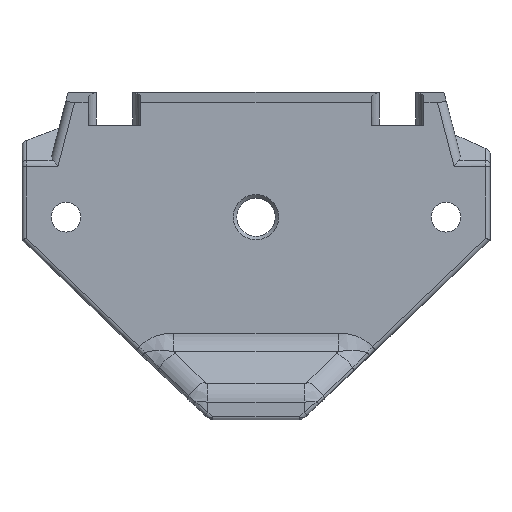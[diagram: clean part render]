
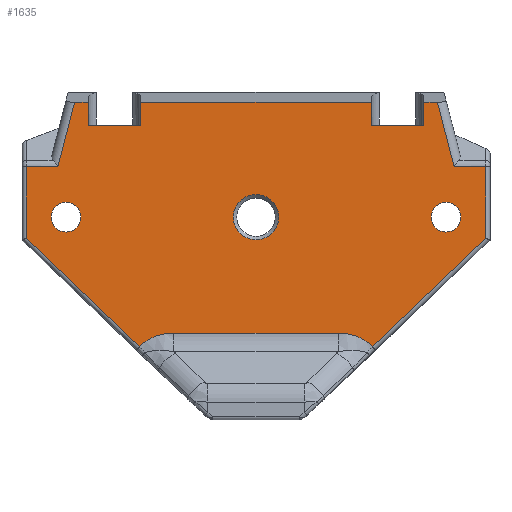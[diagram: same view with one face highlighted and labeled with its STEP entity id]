
A CAD part, top view. The second image highlights one B-rep face of the part: STEP entity #1635.
In plain terms, the highlighted planar face has unit normal (0, 0, 1).
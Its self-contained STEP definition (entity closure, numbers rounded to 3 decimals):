
#70=B_SPLINE_CURVE_WITH_KNOTS('',3,(#2432,#2433,#2434,#2435,#2436),
 .UNSPECIFIED.,.F.,.F.,(4,1,4),(0.042,0.044,0.047),
 .UNSPECIFIED.);
#71=B_SPLINE_CURVE_WITH_KNOTS('',3,(#2440,#2441,#2442,#2443,#2444),
 .UNSPECIFIED.,.F.,.F.,(4,1,4),(0.042,0.044,0.047),
 .UNSPECIFIED.);
#94=CIRCLE('',#1752,1.7);
#95=CIRCLE('',#1753,1.7);
#96=CIRCLE('',#1754,2.6);
#190=ORIENTED_EDGE('',*,*,#686,.F.);
#191=ORIENTED_EDGE('',*,*,#687,.T.);
#192=ORIENTED_EDGE('',*,*,#688,.T.);
#193=ORIENTED_EDGE('',*,*,#689,.F.);
#194=ORIENTED_EDGE('',*,*,#690,.F.);
#195=ORIENTED_EDGE('',*,*,#691,.T.);
#196=ORIENTED_EDGE('',*,*,#685,.T.);
#197=ORIENTED_EDGE('',*,*,#692,.F.);
#198=ORIENTED_EDGE('',*,*,#693,.F.);
#199=ORIENTED_EDGE('',*,*,#694,.T.);
#200=ORIENTED_EDGE('',*,*,#674,.T.);
#201=ORIENTED_EDGE('',*,*,#695,.T.);
#202=ORIENTED_EDGE('',*,*,#696,.T.);
#203=ORIENTED_EDGE('',*,*,#697,.F.);
#204=ORIENTED_EDGE('',*,*,#698,.F.);
#205=ORIENTED_EDGE('',*,*,#699,.F.);
#206=ORIENTED_EDGE('',*,*,#700,.F.);
#207=ORIENTED_EDGE('',*,*,#701,.T.);
#208=ORIENTED_EDGE('',*,*,#702,.T.);
#209=ORIENTED_EDGE('',*,*,#703,.T.);
#210=ORIENTED_EDGE('',*,*,#704,.F.);
#211=ORIENTED_EDGE('',*,*,#705,.F.);
#212=ORIENTED_EDGE('',*,*,#706,.T.);
#674=EDGE_CURVE('',#922,#923,#1082,.T.);
#685=EDGE_CURVE('',#929,#933,#1089,.T.);
#686=EDGE_CURVE('',#934,#934,#94,.T.);
#687=EDGE_CURVE('',#935,#935,#95,.T.);
#688=EDGE_CURVE('',#936,#936,#96,.T.);
#689=EDGE_CURVE('',#937,#938,#1090,.T.);
#690=EDGE_CURVE('',#939,#937,#1091,.T.);
#691=EDGE_CURVE('',#939,#929,#1092,.T.);
#692=EDGE_CURVE('',#940,#933,#1093,.T.);
#693=EDGE_CURVE('',#941,#940,#1094,.T.);
#694=EDGE_CURVE('',#941,#922,#1095,.T.);
#695=EDGE_CURVE('',#923,#942,#1096,.F.);
#696=EDGE_CURVE('',#942,#943,#1097,.F.);
#697=EDGE_CURVE('',#944,#943,#1098,.T.);
#698=EDGE_CURVE('',#945,#944,#1099,.F.);
#699=EDGE_CURVE('',#946,#945,#70,.T.);
#700=EDGE_CURVE('',#947,#946,#1100,.F.);
#701=EDGE_CURVE('',#947,#948,#71,.T.);
#702=EDGE_CURVE('',#948,#949,#1101,.F.);
#703=EDGE_CURVE('',#949,#950,#1102,.T.);
#704=EDGE_CURVE('',#951,#950,#1103,.F.);
#705=EDGE_CURVE('',#952,#951,#1104,.F.);
#706=EDGE_CURVE('',#952,#938,#1105,.T.);
#922=VERTEX_POINT('',#2382);
#923=VERTEX_POINT('',#2383);
#929=VERTEX_POINT('',#2396);
#933=VERTEX_POINT('',#2404);
#934=VERTEX_POINT('',#2408);
#935=VERTEX_POINT('',#2410);
#936=VERTEX_POINT('',#2412);
#937=VERTEX_POINT('',#2414);
#938=VERTEX_POINT('',#2415);
#939=VERTEX_POINT('',#2417);
#940=VERTEX_POINT('',#2420);
#941=VERTEX_POINT('',#2422);
#942=VERTEX_POINT('',#2425);
#943=VERTEX_POINT('',#2427);
#944=VERTEX_POINT('',#2429);
#945=VERTEX_POINT('',#2431);
#946=VERTEX_POINT('',#2437);
#947=VERTEX_POINT('',#2439);
#948=VERTEX_POINT('',#2445);
#949=VERTEX_POINT('',#2447);
#950=VERTEX_POINT('',#2449);
#951=VERTEX_POINT('',#2451);
#952=VERTEX_POINT('',#2453);
#1082=LINE('',#2381,#1222);
#1089=LINE('',#2405,#1229);
#1090=LINE('',#2413,#1230);
#1091=LINE('',#2416,#1231);
#1092=LINE('',#2418,#1232);
#1093=LINE('',#2419,#1233);
#1094=LINE('',#2421,#1234);
#1095=LINE('',#2423,#1235);
#1096=LINE('',#2424,#1236);
#1097=LINE('',#2426,#1237);
#1098=LINE('',#2428,#1238);
#1099=LINE('',#2430,#1239);
#1100=LINE('',#2438,#1240);
#1101=LINE('',#2446,#1241);
#1102=LINE('',#2448,#1242);
#1103=LINE('',#2450,#1243);
#1104=LINE('',#2452,#1244);
#1105=LINE('',#2454,#1245);
#1222=VECTOR('',#1913,1000.);
#1229=VECTOR('',#1930,1000.);
#1230=VECTOR('',#1939,1000.);
#1231=VECTOR('',#1940,1000.);
#1232=VECTOR('',#1941,1000.);
#1233=VECTOR('',#1942,1000.);
#1234=VECTOR('',#1943,1000.);
#1235=VECTOR('',#1944,1000.);
#1236=VECTOR('',#1945,1000.);
#1237=VECTOR('',#1946,1000.);
#1238=VECTOR('',#1947,1000.);
#1239=VECTOR('',#1948,1000.);
#1240=VECTOR('',#1949,1000.);
#1241=VECTOR('',#1950,1000.);
#1242=VECTOR('',#1951,1000.);
#1243=VECTOR('',#1952,1000.);
#1244=VECTOR('',#1953,1000.);
#1245=VECTOR('',#1954,1000.);
#1364=EDGE_LOOP('',(#190));
#1365=EDGE_LOOP('',(#191));
#1366=EDGE_LOOP('',(#192));
#1367=EDGE_LOOP('',(#193,#194,#195,#196,#197,#198,#199,#200,#201,#202,#203,
#204,#205,#206,#207,#208,#209,#210,#211,#212));
#1478=FACE_BOUND('',#1364,.T.);
#1479=FACE_BOUND('',#1365,.T.);
#1480=FACE_BOUND('',#1366,.T.);
#1481=FACE_BOUND('',#1367,.T.);
#1592=PLANE('',#1751);
#1635=ADVANCED_FACE('',(#1478,#1479,#1480,#1481),#1592,.F.);
#1751=AXIS2_PLACEMENT_3D('',#2406,#1931,#1932);
#1752=AXIS2_PLACEMENT_3D('',#2407,#1933,#1934);
#1753=AXIS2_PLACEMENT_3D('',#2409,#1935,#1936);
#1754=AXIS2_PLACEMENT_3D('',#2411,#1937,#1938);
#1913=DIRECTION('',(-1.,0.,0.));
#1930=DIRECTION('',(-1.,0.,0.));
#1931=DIRECTION('',(0.,0.,-1.));
#1932=DIRECTION('',(-1.,0.,0.));
#1933=DIRECTION('',(0.,0.,1.));
#1934=DIRECTION('',(0.,-1.,0.));
#1935=DIRECTION('',(0.,0.,-1.));
#1936=DIRECTION('',(0.,-1.,0.));
#1937=DIRECTION('',(0.,0.,-1.));
#1938=DIRECTION('',(0.,-1.,0.));
#1939=DIRECTION('',(0.,1.,0.));
#1940=DIRECTION('',(1.,0.,0.));
#1941=DIRECTION('',(0.,1.,0.));
#1942=DIRECTION('',(0.,1.,0.));
#1943=DIRECTION('',(1.,0.,0.));
#1944=DIRECTION('',(0.,1.,0.));
#1945=DIRECTION('',(0.25,0.968,0.));
#1946=DIRECTION('',(1.,0.,0.));
#1947=DIRECTION('',(0.,1.,0.));
#1948=DIRECTION('',(0.722,-0.692,0.));
#1949=DIRECTION('',(1.,0.,0.));
#1950=DIRECTION('',(-0.722,-0.692,0.));
#1951=DIRECTION('',(0.,1.,0.));
#1952=DIRECTION('',(-1.,0.,0.));
#1953=DIRECTION('',(-0.25,0.968,0.));
#1954=DIRECTION('',(-1.,0.,0.));
#2381=CARTESIAN_POINT('',(134.803,13.144,5.2));
#2382=CARTESIAN_POINT('',(-19.2,13.144,5.2));
#2383=CARTESIAN_POINT('',(-20.776,13.144,5.2));
#2396=CARTESIAN_POINT('',(13.2,13.144,5.2));
#2404=CARTESIAN_POINT('',(-13.2,13.144,5.2));
#2405=CARTESIAN_POINT('',(134.803,13.144,5.2));
#2406=CARTESIAN_POINT('',(0.052,-10.821,5.2));
#2407=CARTESIAN_POINT('',(-21.75,0.003,5.2));
#2408=CARTESIAN_POINT('',(-21.75,-1.697,5.2));
#2409=CARTESIAN_POINT('',(21.75,0.003,5.2));
#2410=CARTESIAN_POINT('',(21.75,-1.697,5.2));
#2411=CARTESIAN_POINT('',(0.,0.,5.2));
#2412=CARTESIAN_POINT('',(0.,-2.6,5.2));
#2413=CARTESIAN_POINT('',(19.2,9.922,5.2));
#2414=CARTESIAN_POINT('',(19.2,10.55,5.2));
#2415=CARTESIAN_POINT('',(19.2,13.144,5.2));
#2416=CARTESIAN_POINT('',(0.052,10.55,5.2));
#2417=CARTESIAN_POINT('',(13.2,10.55,5.2));
#2418=CARTESIAN_POINT('',(13.2,9.922,5.2));
#2419=CARTESIAN_POINT('',(-13.2,9.922,5.2));
#2420=CARTESIAN_POINT('',(-13.2,10.55,5.2));
#2421=CARTESIAN_POINT('',(0.052,10.55,5.2));
#2422=CARTESIAN_POINT('',(-19.2,10.55,5.2));
#2423=CARTESIAN_POINT('',(-19.2,9.922,5.2));
#2424=CARTESIAN_POINT('',(-22.593,6.118,5.2));
#2425=CARTESIAN_POINT('',(-22.682,5.774,5.2));
#2426=CARTESIAN_POINT('',(-26.633,5.774,5.2));
#2427=CARTESIAN_POINT('',(-26.293,5.774,5.2));
#2428=CARTESIAN_POINT('',(-26.293,5.774,5.2));
#2429=CARTESIAN_POINT('',(-26.293,-2.419,5.2));
#2430=CARTESIAN_POINT('',(-26.447,-2.271,5.2));
#2431=CARTESIAN_POINT('',(-13.335,-14.839,5.2));
#2432=CARTESIAN_POINT('',(-9.407,-13.286,5.2));
#2433=CARTESIAN_POINT('',(-10.13,-13.286,5.2));
#2434=CARTESIAN_POINT('',(-11.579,-13.521,5.2));
#2435=CARTESIAN_POINT('',(-12.85,-14.293,5.2));
#2436=CARTESIAN_POINT('',(-13.335,-14.839,5.2));
#2437=CARTESIAN_POINT('',(-9.407,-13.286,5.2));
#2438=CARTESIAN_POINT('',(0.052,-13.286,5.2));
#2439=CARTESIAN_POINT('',(9.407,-13.286,5.2));
#2440=CARTESIAN_POINT('',(9.407,-13.286,5.2));
#2441=CARTESIAN_POINT('',(10.13,-13.286,5.2));
#2442=CARTESIAN_POINT('',(11.579,-13.521,5.2));
#2443=CARTESIAN_POINT('',(12.85,-14.293,5.2));
#2444=CARTESIAN_POINT('',(13.335,-14.839,5.2));
#2445=CARTESIAN_POINT('',(13.335,-14.839,5.2));
#2446=CARTESIAN_POINT('',(26.447,-2.271,5.2));
#2447=CARTESIAN_POINT('',(26.293,-2.419,5.2));
#2448=CARTESIAN_POINT('',(26.293,5.774,5.2));
#2449=CARTESIAN_POINT('',(26.293,5.774,5.2));
#2450=CARTESIAN_POINT('',(26.633,5.774,5.2));
#2451=CARTESIAN_POINT('',(22.682,5.774,5.2));
#2452=CARTESIAN_POINT('',(22.593,6.118,5.2));
#2453=CARTESIAN_POINT('',(20.776,13.144,5.2));
#2454=CARTESIAN_POINT('',(134.803,13.144,5.2));
